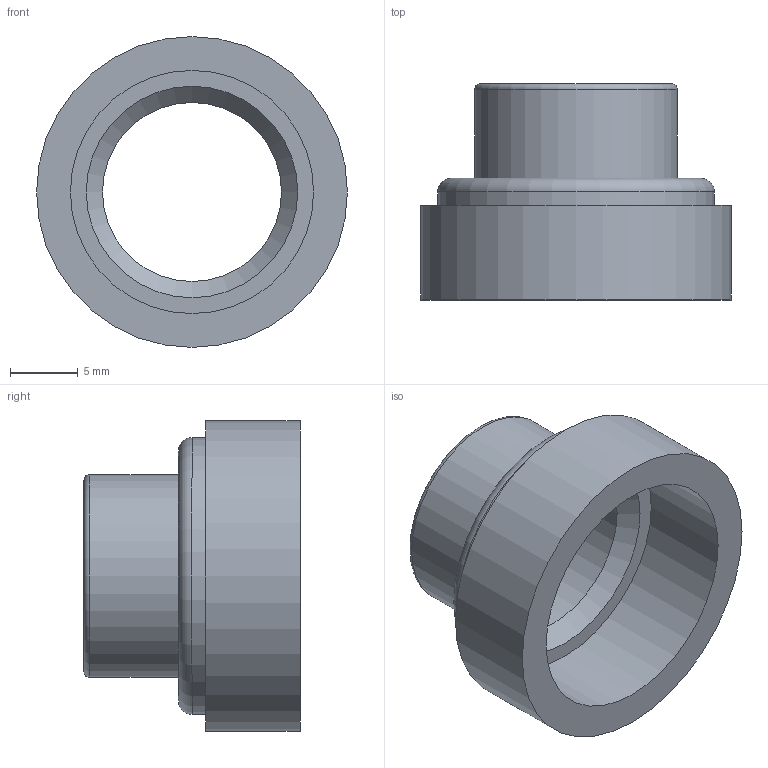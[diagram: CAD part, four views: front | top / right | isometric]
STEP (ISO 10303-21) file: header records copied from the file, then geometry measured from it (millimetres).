
FILE_DESCRIPTION(/* description */ (''),/* implementation_level */ '2;1');
FILE_NAME(/* name */ 'Spring_diameter_adapter.step',/* time_stamp */ '2018-10-05T23:35:16+02:00',/* author */ ('tobias.schneider8GH68'),/* organization */ (''),/* preprocessor_version */ 'ST-DEVELOPER v17.2',/* originating_system */ 'Autodesk Translation Framework v7.6.0.251',/* authorisation */ '');
FILE_SCHEMA (('AUTOMOTIVE_DESIGN { 1 0 10303 214 3 1 1 }'));
Length unit declared in the file: millimetre
Products named in the file (1): Spring_diameter_adapter
Bounding box: 23 x 16 x 23 mm (x, y, z)
Volume: 1734.5 mm3; surface area: 2218.7 mm2
Topology: 1 solids, 1 shells, 14 faces, 29 edges, 20 vertices
Faces by surface type: plane 5, cylinder 5, torus 3, cone 1
Full cylindrical faces by diameter (mm): 13.25 x1, 15 x1, 18 x1, 20.5 x1, 23 x1
Entity records: 429 total; most frequent: DIRECTION 82, CARTESIAN_POINT 64, ORIENTED_EDGE 58, AXIS2_PLACEMENT_3D 38, EDGE_CURVE 29, CIRCLE 23, VERTEX_POINT 20, EDGE_LOOP 19
